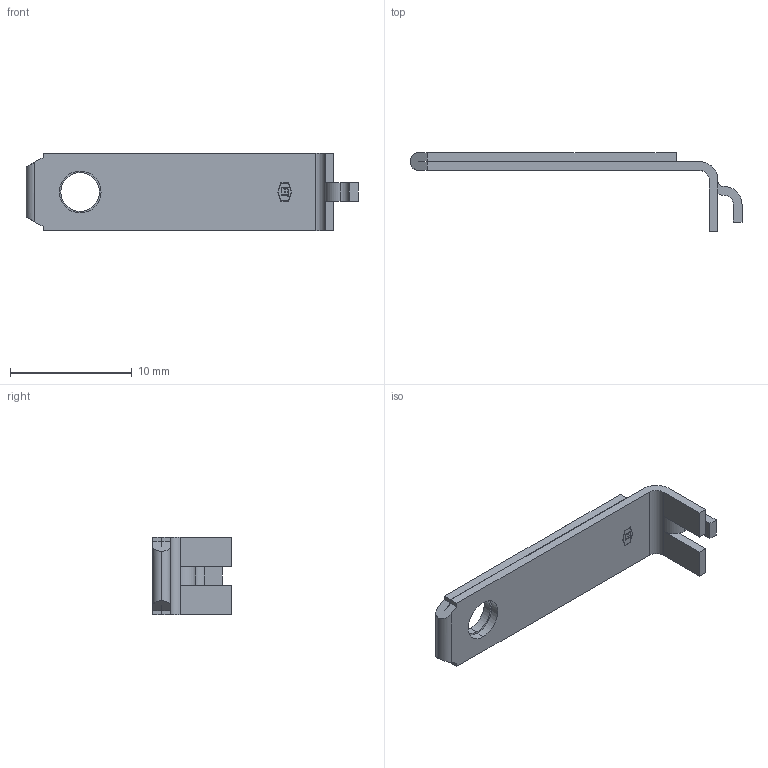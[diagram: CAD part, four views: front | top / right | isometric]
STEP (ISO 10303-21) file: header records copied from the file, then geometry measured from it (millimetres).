
FILE_DESCRIPTION (( 'STEP AP203' ), '1' );
FILE_NAME ('14235.STEP', '2015-02-23T19:37:15', ( '' ), ( '' ), 'SwSTEP 2.0', 'SolidWorks 2014', '' );
FILE_SCHEMA (( 'CONFIG_CONTROL_DESIGN' ));
Length unit declared in the file: inch
Products named in the file (1): 14235
Bounding box: 27.25 x 6.46 x 6.35 mm (x, y, z)
Volume: 217.5 mm3; surface area: 720.4 mm2
Topology: 1 solids, 1 shells, 84 faces, 232 edges, 154 vertices
Faces by surface type: plane 70, cylinder 14
Entity records: 2729 total; most frequent: CARTESIAN_POINT 495, ORIENTED_EDGE 464, DIRECTION 416, EDGE_CURVE 232, LINE 202, VECTOR 202, VERTEX_POINT 154, AXIS2_PLACEMENT_3D 107
